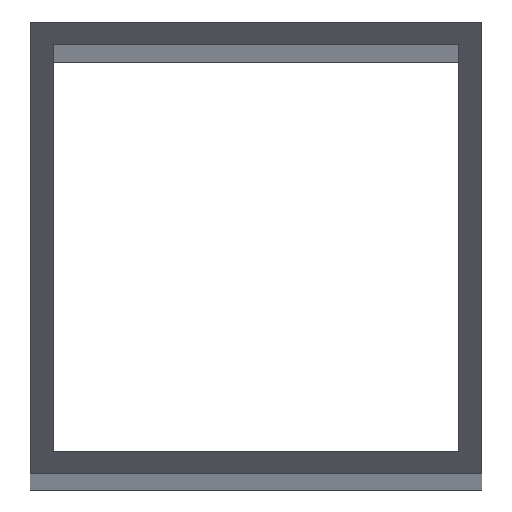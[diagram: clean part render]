
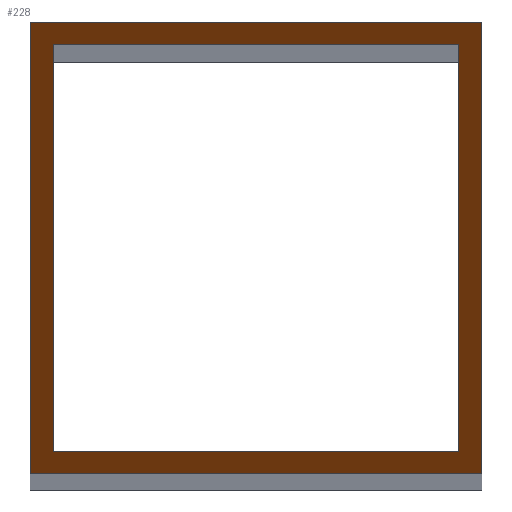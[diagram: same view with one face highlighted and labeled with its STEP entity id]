
A CAD part, top view. The second image highlights one B-rep face of the part: STEP entity #228.
In plain terms, the highlighted planar face has unit normal (0, -0.707, 0.707).
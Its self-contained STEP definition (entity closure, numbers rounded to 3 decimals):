
#1 = EDGE_CURVE ( 'NONE', #179, #324, #242, .T. ) ;
#4 = ORIENTED_EDGE ( 'NONE', *, *, #178, .F. ) ;
#9 = VECTOR ( 'NONE', #284, 1000. ) ;
#21 = CARTESIAN_POINT ( 'NONE',  ( -45., 45., 1120. ) ) ;
#22 = DIRECTION ( 'NONE',  ( 0., -0.707, -0.707 ) ) ;
#23 = PLANE ( 'NONE',  #300 ) ;
#38 = ORIENTED_EDGE ( 'NONE', *, *, #303, .F. ) ;
#40 = DIRECTION ( 'NONE',  ( 0., 0.707, 0.707 ) ) ;
#43 = DIRECTION ( 'NONE',  ( 0., 0.707, 0.707 ) ) ;
#44 = LINE ( 'NONE', #350, #81 ) ;
#48 = CARTESIAN_POINT ( 'NONE',  ( 50., 50., 1125. ) ) ;
#50 = DIRECTION ( 'NONE',  ( 0., -0.707, 0.707 ) ) ;
#59 = ORIENTED_EDGE ( 'NONE', *, *, #289, .F. ) ;
#67 = DIRECTION ( 'NONE',  ( 0., 0.707, 0.707 ) ) ;
#72 = CARTESIAN_POINT ( 'NONE',  ( 45., 45., 1120. ) ) ;
#74 = LINE ( 'NONE', #82, #176 ) ;
#76 = ORIENTED_EDGE ( 'NONE', *, *, #318, .F. ) ;
#80 = DIRECTION ( 'NONE',  ( -1., 0., 0. ) ) ;
#81 = VECTOR ( 'NONE', #43, 1000. ) ;
#82 = CARTESIAN_POINT ( 'NONE',  ( -45., 45., 1120. ) ) ;
#101 = CARTESIAN_POINT ( 'NONE',  ( -45., -45., 1030. ) ) ;
#104 = DIRECTION ( 'NONE',  ( -1., 0., 0. ) ) ;
#108 = CARTESIAN_POINT ( 'NONE',  ( 45., -45., 1030. ) ) ;
#109 = EDGE_CURVE ( 'NONE', #186, #338, #359, .T. ) ;
#110 = CARTESIAN_POINT ( 'NONE',  ( -50., -50., 1025. ) ) ;
#123 = VERTEX_POINT ( 'NONE', #48 ) ;
#130 = VECTOR ( 'NONE', #67, 1000. ) ;
#131 = CARTESIAN_POINT ( 'NONE',  ( -50., 50., 1125. ) ) ;
#135 = LINE ( 'NONE', #145, #9 ) ;
#136 = VERTEX_POINT ( 'NONE', #21 ) ;
#143 = CARTESIAN_POINT ( 'NONE',  ( 50., -50., 1025. ) ) ;
#145 = CARTESIAN_POINT ( 'NONE',  ( -45., 2.5, 1077.5 ) ) ;
#147 = VECTOR ( 'NONE', #104, 1000. ) ;
#156 = VERTEX_POINT ( 'NONE', #165 ) ;
#159 = CARTESIAN_POINT ( 'NONE',  ( -50., 50., 1125. ) ) ;
#165 = CARTESIAN_POINT ( 'NONE',  ( 50., -50., 1025. ) ) ;
#174 = CARTESIAN_POINT ( 'NONE',  ( 50., 50., 1125. ) ) ;
#176 = VECTOR ( 'NONE', #80, 1000. ) ;
#178 = EDGE_CURVE ( 'NONE', #283, #179, #367, .T. ) ;
#179 = VERTEX_POINT ( 'NONE', #108 ) ;
#186 = VERTEX_POINT ( 'NONE', #110 ) ;
#193 = DIRECTION ( 'NONE',  ( 1., 0., 0. ) ) ;
#197 = EDGE_LOOP ( 'NONE', ( #59, #354, #4, #76 ) ) ;
#208 = EDGE_CURVE ( 'NONE', #123, #338, #234, .T. ) ;
#219 = FACE_OUTER_BOUND ( 'NONE', #276, .T. ) ;
#227 = CARTESIAN_POINT ( 'NONE',  ( -50., 50., 1125. ) ) ;
#228 = ADVANCED_FACE ( 'NONE', ( #281, #219 ), #23, .T. ) ;
#233 = ORIENTED_EDGE ( 'NONE', *, *, #208, .T. ) ;
#234 = LINE ( 'NONE', #227, #147 ) ;
#242 = LINE ( 'NONE', #348, #130 ) ;
#276 = EDGE_LOOP ( 'NONE', ( #38, #320, #233, #326 ) ) ;
#281 = FACE_BOUND ( 'NONE', #197, .T. ) ;
#282 = CARTESIAN_POINT ( 'NONE',  ( -45., -45., 1030. ) ) ;
#283 = VERTEX_POINT ( 'NONE', #282 ) ;
#284 = DIRECTION ( 'NONE',  ( 0., -0.707, -0.707 ) ) ;
#289 = EDGE_CURVE ( 'NONE', #324, #136, #74, .T. ) ;
#292 = VECTOR ( 'NONE', #40, 1000. ) ;
#298 = VECTOR ( 'NONE', #337, 1000. ) ;
#300 = AXIS2_PLACEMENT_3D ( 'NONE', #174, #50, #22 ) ;
#303 = EDGE_CURVE ( 'NONE', #156, #186, #316, .T. ) ;
#316 = LINE ( 'NONE', #143, #298 ) ;
#318 = EDGE_CURVE ( 'NONE', #136, #283, #135, .T. ) ;
#320 = ORIENTED_EDGE ( 'NONE', *, *, #351, .T. ) ;
#324 = VERTEX_POINT ( 'NONE', #72 ) ;
#326 = ORIENTED_EDGE ( 'NONE', *, *, #109, .F. ) ;
#337 = DIRECTION ( 'NONE',  ( -1., 0., 0. ) ) ;
#338 = VERTEX_POINT ( 'NONE', #159 ) ;
#348 = CARTESIAN_POINT ( 'NONE',  ( 45., 2.5, 1077.5 ) ) ;
#350 = CARTESIAN_POINT ( 'NONE',  ( 50., 50., 1125. ) ) ;
#351 = EDGE_CURVE ( 'NONE', #156, #123, #44, .T. ) ;
#354 = ORIENTED_EDGE ( 'NONE', *, *, #1, .F. ) ;
#358 = VECTOR ( 'NONE', #193, 1000. ) ;
#359 = LINE ( 'NONE', #131, #292 ) ;
#367 = LINE ( 'NONE', #101, #358 ) ;
